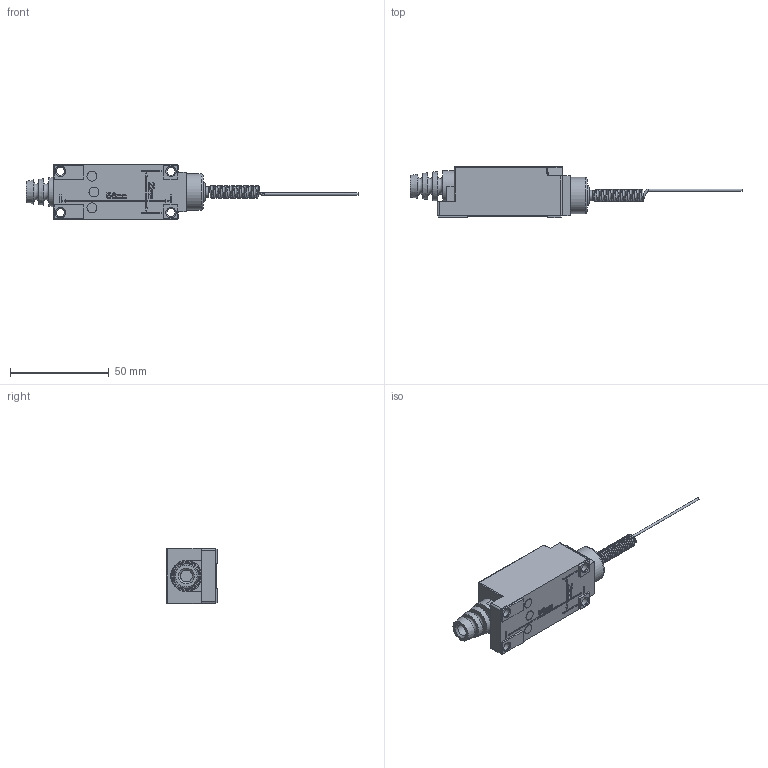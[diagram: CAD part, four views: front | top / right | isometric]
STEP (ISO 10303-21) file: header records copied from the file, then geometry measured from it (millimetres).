
FILE_DESCRIPTION(('STEP AP203'), '1');
FILE_NAME('MTB4-LZ8169', '2025-08-07T13:07:52', (''), (''), 'C3D Converter', 'C3D Toolkit', '');
FILE_SCHEMA(('CONFIG_CONTROL_DESIGN'));
Length unit declared in the file: millimetre
Bounding box: 168.2 x 25.98 x 28 mm (x, y, z)
Volume: 45148.7 mm3; surface area: 12536.5 mm2
Topology: 2 solids, 2 shells, 499 faces, 1344 edges, 884 vertices
Faces by surface type: plane 419, cylinder 43, bspline 16, cone 9, sphere 7, torus 5
Full cylindrical faces by diameter (mm): 1.2 x1, 4.2 x4, 5 x3, 5.4 x1, 6 x1, 6.2 x3, 18.3 x1
Entity records: 25680 total; most frequent: CARTESIAN_POINT 13269, ORIENTED_EDGE 2628, DIRECTION 2356, EDGE_CURVE 1314, LINE 1136, VECTOR 1136, VERTEX_POINT 884, AXIS2_PLACEMENT_3D 610
